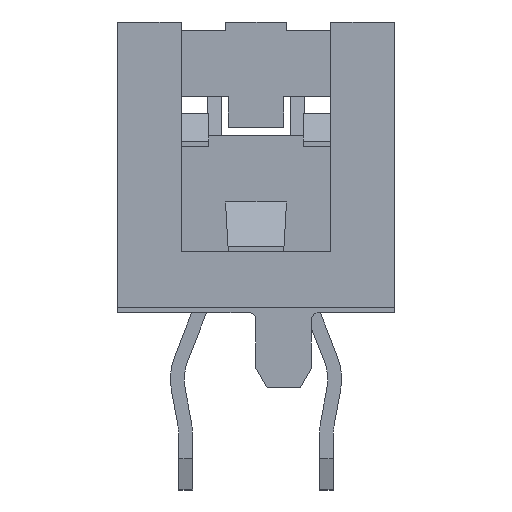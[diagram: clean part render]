
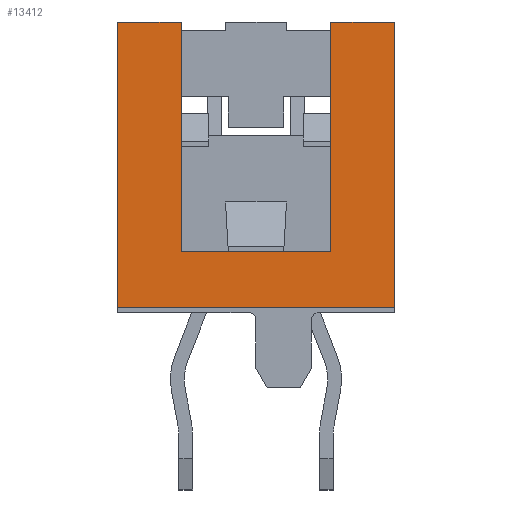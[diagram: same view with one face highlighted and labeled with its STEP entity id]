
A CAD part, left-side view. The second image highlights one B-rep face of the part: STEP entity #13412.
In plain terms, the highlighted face is planar.
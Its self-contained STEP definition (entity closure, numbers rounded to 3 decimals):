
#3246=ORIENTED_EDGE('',*,*,#5870,.F.);
#3247=ORIENTED_EDGE('',*,*,#5855,.F.);
#3248=ORIENTED_EDGE('',*,*,#5874,.T.);
#3249=ORIENTED_EDGE('',*,*,#5946,.T.);
#3250=ORIENTED_EDGE('',*,*,#5924,.F.);
#3251=ORIENTED_EDGE('',*,*,#5909,.T.);
#3252=ORIENTED_EDGE('',*,*,#5923,.T.);
#3253=ORIENTED_EDGE('',*,*,#5948,.T.);
#5855=EDGE_CURVE('',#7428,#7429,#8843,.T.);
#5870=EDGE_CURVE('',#7429,#7437,#8858,.T.);
#5874=EDGE_CURVE('',#7428,#7439,#8862,.T.);
#5909=EDGE_CURVE('',#7458,#7459,#8889,.T.);
#5923=EDGE_CURVE('',#7459,#7461,#8903,.T.);
#5924=EDGE_CURVE('',#7458,#7462,#8904,.T.);
#5946=EDGE_CURVE('',#7439,#7462,#8918,.T.);
#5948=EDGE_CURVE('',#7461,#7437,#8920,.T.);
#7428=VERTEX_POINT('',#21058);
#7429=VERTEX_POINT('',#21060);
#7437=VERTEX_POINT('',#21085);
#7439=VERTEX_POINT('',#21091);
#7458=VERTEX_POINT('',#21155);
#7459=VERTEX_POINT('',#21157);
#7461=VERTEX_POINT('',#21175);
#7462=VERTEX_POINT('',#21186);
#8843=LINE('',#21059,#10475);
#8858=LINE('',#21084,#10490);
#8862=LINE('',#21092,#10494);
#8889=LINE('',#21158,#10521);
#8903=LINE('',#21176,#10535);
#8904=LINE('',#21185,#10536);
#8918=LINE('',#21228,#10550);
#8920=LINE('',#21231,#10552);
#10475=VECTOR('',#17237,1000.);
#10490=VECTOR('',#17256,1000.);
#10494=VECTOR('',#17262,1000.);
#10521=VECTOR('',#17327,1000.);
#10535=VECTOR('',#17345,1000.);
#10536=VECTOR('',#17362,1000.);
#10550=VECTOR('',#17398,1000.);
#10552=VECTOR('',#17402,1000.);
#11582=EDGE_LOOP('',(#3246,#3247,#3248,#3249,#3250,#3251,#3252,#3253));
#12254=FACE_BOUND('',#11582,.T.);
#12766=PLANE('',#14511);
#13412=ADVANCED_FACE('',(#12254),#12766,.F.);
#14511=AXIS2_PLACEMENT_3D('',#21232,#17403,#17404);
#17237=DIRECTION('',(0.,-1.,0.));
#17256=DIRECTION('',(0.,0.,-1.));
#17262=DIRECTION('',(0.,0.,-1.));
#17327=DIRECTION('',(0.,-1.,0.));
#17345=DIRECTION('',(0.,0.,-1.));
#17362=DIRECTION('',(0.,0.,-1.));
#17398=DIRECTION('',(0.,1.,0.));
#17402=DIRECTION('',(0.,1.,0.));
#17403=DIRECTION('',(-1.,0.,0.));
#17404=DIRECTION('',(0.,0.,1.));
#21058=CARTESIAN_POINT('',(6.795,1.35,2.5));
#21059=CARTESIAN_POINT('',(6.795,1.35,2.5));
#21060=CARTESIAN_POINT('',(6.795,-1.35,2.5));
#21084=CARTESIAN_POINT('',(6.795,-1.35,-1.5));
#21085=CARTESIAN_POINT('',(6.795,-1.35,-1.65));
#21091=CARTESIAN_POINT('',(6.795,1.35,-1.65));
#21092=CARTESIAN_POINT('',(6.795,1.35,-1.5));
#21155=CARTESIAN_POINT('',(6.795,2.5,3.5));
#21157=CARTESIAN_POINT('',(6.795,-2.5,3.5));
#21158=CARTESIAN_POINT('',(6.795,2.5,3.5));
#21175=CARTESIAN_POINT('',(6.795,-2.5,-1.65));
#21176=CARTESIAN_POINT('',(6.795,-2.5,-0.3));
#21185=CARTESIAN_POINT('',(6.795,2.5,-0.3));
#21186=CARTESIAN_POINT('',(6.795,2.5,-1.65));
#21228=CARTESIAN_POINT('',(6.795,-2.5,-1.65));
#21231=CARTESIAN_POINT('',(6.795,-2.5,-1.65));
#21232=CARTESIAN_POINT('',(6.795,-2.5,-0.3));
